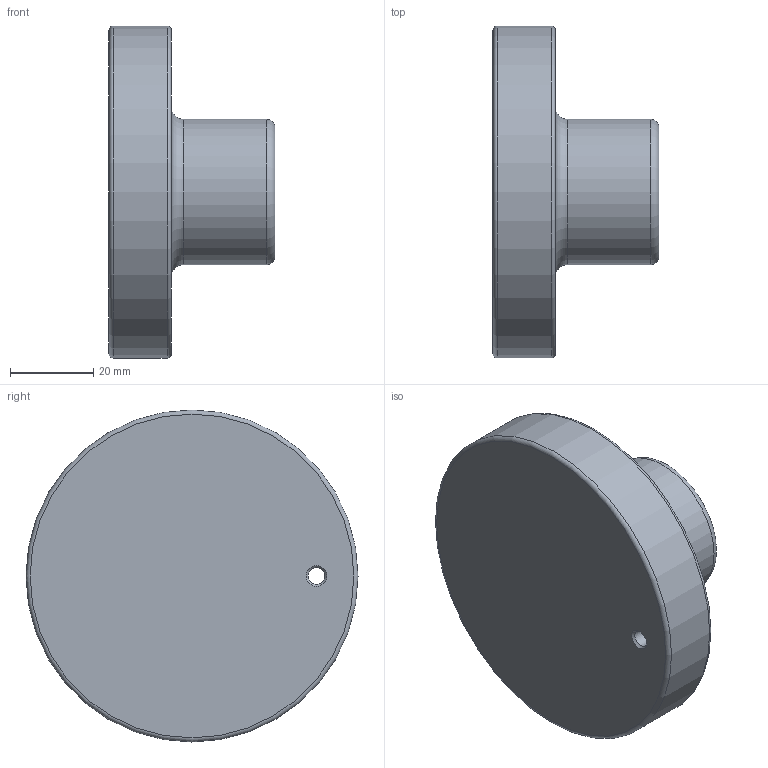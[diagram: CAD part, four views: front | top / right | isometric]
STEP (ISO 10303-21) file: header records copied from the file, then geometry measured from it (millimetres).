
FILE_DESCRIPTION(/* description */ (''),/* implementation_level */ '2;1');
FILE_NAME(/* name */ 'SAH_80_R_N.dxf',/* time_stamp */ '2012-11-23T16:50:26+08:00',/* author */ (''),/* organization */ (''),/* preprocessor_version */ 'ST-DEVELOPER v9',/* originating_system */ 'UGS - NX 4.0',/* authorisation */ '');
FILE_SCHEMA (('CONFIG_CONTROL_DESIGN'));
Length unit declared in the file: millimetre
Products named in the file (1): Admi671Exn7w
Bounding box: 40 x 80 x 80 mm (x, y, z)
Volume: 92917.6 mm3; surface area: 17812.5 mm2
Topology: 1 solids, 1 shells, 17 faces, 33 edges, 20 vertices
Faces by surface type: cylinder 5, plane 4, cone 4, torus 4
Full cylindrical faces by diameter (mm): 4 x1, 15 x1, 16 x1, 35 x1, 80 x1
Entity records: 438 total; most frequent: DIRECTION 70, CARTESIAN_POINT 53, AXIS2_PLACEMENT_3D 35, EDGE_LOOP 34, ORIENTED_EDGE 34, FACE_BOUND 27, VERTEX_POINT 18, ADVANCED_FACE 17
